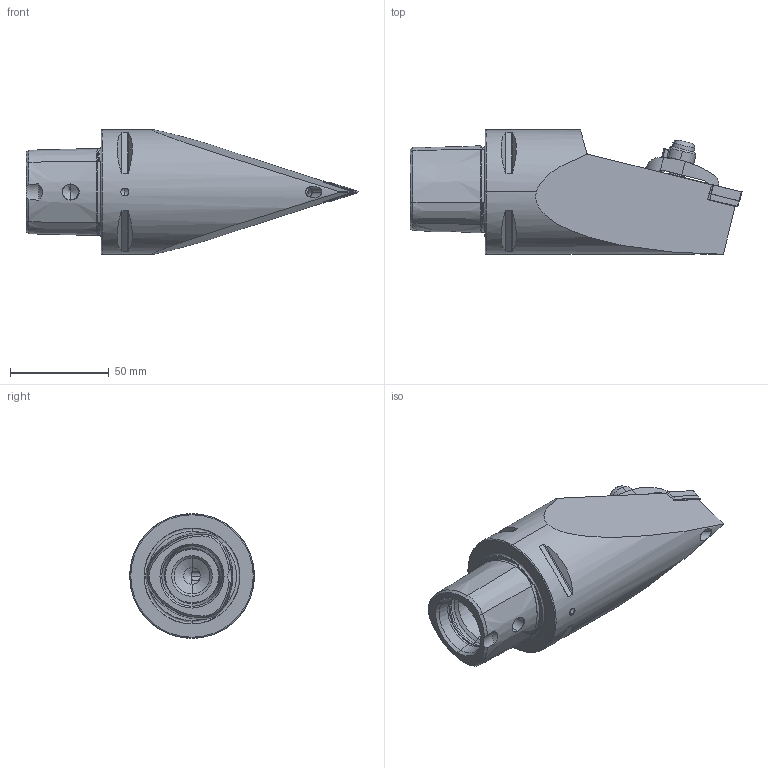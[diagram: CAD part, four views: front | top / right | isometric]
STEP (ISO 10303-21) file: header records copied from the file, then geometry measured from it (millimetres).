
FILE_DESCRIPTION (( 'STEP AP214' ), '1' );
FILE_NAME ('PS6.KVD.NVA.130.STEP', '2020-09-16T07:57:59', ( '' ), ( '' ), 'SwSTEP 2.0', 'SolidWorks 2017', '' );
FILE_SCHEMA (( 'AUTOMOTIVE_DESIGN' ));
Length unit declared in the file: millimetre
Products named in the file (11): PS6-KVD.NVA.130_B; WCC-ER2.001.010_A; VNMG160404; WCC-ER4.103.032_A; WCC-ER5.102.012_B; WVD-ER2.101.003_A; KVT_MB_600_060; ISO 13337 - 3 x 12_PreviewCfg; WCC-ER3.102.029_C; PS6.KVD.NVA.130; WCC-ER5.102.005_A
Assembly tree (10 placements, depth 2):
  PS6.KVD.NVA.130
    PS6-KVD.NVA.130_B
    VNMG160404
    WVD-ER2.101.003_A
    WCC-ER2.001.010_A
    WCC-ER3.102.029_C
    WCC-ER5.102.012_B
    WCC-ER5.102.005_A
    WCC-ER4.103.032_A
    ISO 13337 - 3 x 12_PreviewCfg
    KVT_MB_600_060
Bounding box: 168 x 63 x 63 mm (x, y, z)
Volume: 254288.5 mm3; surface area: 41283.7 mm2
Topology: 11 solids, 11 shells, 421 faces, 1011 edges, 606 vertices
Faces by surface type: cylinder 130, cone 123, plane 97, torus 57, bspline 12, sphere 2
Entity records: 14041 total; most frequent: CARTESIAN_POINT 3931, DIRECTION 2042, ORIENTED_EDGE 1984, EDGE_CURVE 992, AXIS2_PLACEMENT_3D 830, VERTEX_POINT 603, EDGE_LOOP 453, FACE_OUTER_BOUND 421
